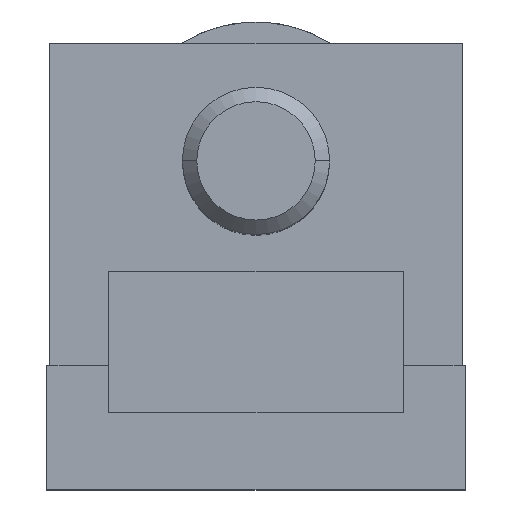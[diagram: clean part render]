
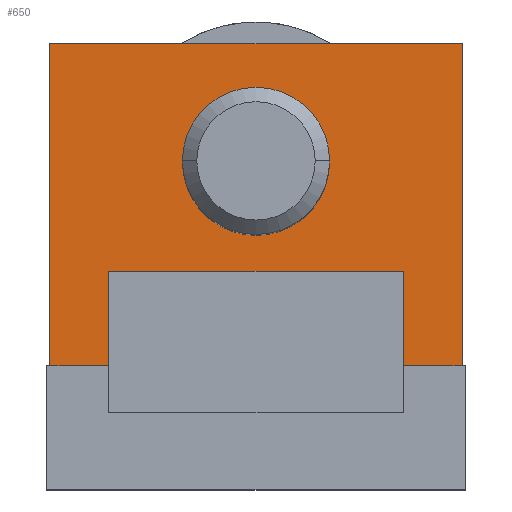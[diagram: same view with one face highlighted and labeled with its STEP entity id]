
A CAD part, top view. The second image highlights one B-rep face of the part: STEP entity #650.
In plain terms, the highlighted planar face has unit normal (0, 0, 1).
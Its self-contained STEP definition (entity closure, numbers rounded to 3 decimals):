
#27 = CARTESIAN_POINT ( 'NONE',  ( -7., 10., 3. ) ) ;
#35 = ORIENTED_EDGE ( 'NONE', *, *, #1732, .T. ) ;
#67 = FACE_BOUND ( 'NONE', #1361, .T. ) ;
#111 = CARTESIAN_POINT ( 'NONE',  ( -7., 8.25, 3. ) ) ;
#114 = VERTEX_POINT ( 'NONE', #1589 ) ;
#130 = EDGE_CURVE ( 'NONE', #1519, #114, #808, .T. ) ;
#133 = EDGE_LOOP ( 'NONE', ( #557, #387, #1130, #35 ) ) ;
#164 = CIRCLE ( 'NONE', #803, 2.5 ) ;
#174 = CARTESIAN_POINT ( 'NONE',  ( -7., -4., 3. ) ) ;
#185 = CARTESIAN_POINT ( 'NONE',  ( 0., 6., 3. ) ) ;
#344 = DIRECTION ( 'NONE',  ( 0., 1., 0. ) ) ;
#387 = ORIENTED_EDGE ( 'NONE', *, *, #668, .T. ) ;
#465 = VERTEX_POINT ( 'NONE', #27 ) ;
#536 = VERTEX_POINT ( 'NONE', #742 ) ;
#557 = ORIENTED_EDGE ( 'NONE', *, *, #1646, .T. ) ;
#563 = VECTOR ( 'NONE', #1600, 1000. ) ;
#622 = DIRECTION ( 'NONE',  ( 1., 0., 0. ) ) ;
#650 = ADVANCED_FACE ( 'NONE', ( #67, #699 ), #1168, .T. ) ;
#668 = EDGE_CURVE ( 'NONE', #1026, #692, #1104, .T. ) ;
#677 = LINE ( 'NONE', #816, #1098 ) ;
#678 = DIRECTION ( 'NONE',  ( -1., 0., 0. ) ) ;
#692 = VERTEX_POINT ( 'NONE', #1318 ) ;
#699 = FACE_OUTER_BOUND ( 'NONE', #133, .T. ) ;
#742 = CARTESIAN_POINT ( 'NONE',  ( 7., 10., 3. ) ) ;
#772 = AXIS2_PLACEMENT_3D ( 'NONE', #778, #1452, #1181 ) ;
#774 = CARTESIAN_POINT ( 'NONE',  ( 0., -4., 3. ) ) ;
#778 = CARTESIAN_POINT ( 'NONE',  ( 0., 6., 3. ) ) ;
#803 = AXIS2_PLACEMENT_3D ( 'NONE', #185, #973, #1129 ) ;
#808 = CIRCLE ( 'NONE', #772, 2.5 ) ;
#816 = CARTESIAN_POINT ( 'NONE',  ( 0., 10., 3. ) ) ;
#890 = DIRECTION ( 'NONE',  ( 1., 0., 0. ) ) ;
#973 = DIRECTION ( 'NONE',  ( 0., 0., 1. ) ) ;
#976 = AXIS2_PLACEMENT_3D ( 'NONE', #1028, #1585, #622 ) ;
#985 = LINE ( 'NONE', #111, #563 ) ;
#1014 = VECTOR ( 'NONE', #890, 1000. ) ;
#1026 = VERTEX_POINT ( 'NONE', #174 ) ;
#1028 = CARTESIAN_POINT ( 'NONE',  ( 0., 8.25, 3. ) ) ;
#1072 = ORIENTED_EDGE ( 'NONE', *, *, #1429, .F. ) ;
#1098 = VECTOR ( 'NONE', #678, 1000. ) ;
#1104 = LINE ( 'NONE', #774, #1014 ) ;
#1129 = DIRECTION ( 'NONE',  ( 1., 0., 0. ) ) ;
#1130 = ORIENTED_EDGE ( 'NONE', *, *, #1516, .T. ) ;
#1168 = PLANE ( 'NONE',  #976 ) ;
#1181 = DIRECTION ( 'NONE',  ( 1., 0., 0. ) ) ;
#1188 = LINE ( 'NONE', #1436, #1593 ) ;
#1318 = CARTESIAN_POINT ( 'NONE',  ( 7., -4., 3. ) ) ;
#1361 = EDGE_LOOP ( 'NONE', ( #1072, #1710 ) ) ;
#1429 = EDGE_CURVE ( 'NONE', #114, #1519, #164, .T. ) ;
#1436 = CARTESIAN_POINT ( 'NONE',  ( 7., 8.25, 3. ) ) ;
#1452 = DIRECTION ( 'NONE',  ( 0., 0., 1. ) ) ;
#1516 = EDGE_CURVE ( 'NONE', #692, #536, #1188, .T. ) ;
#1519 = VERTEX_POINT ( 'NONE', #1701 ) ;
#1585 = DIRECTION ( 'NONE',  ( 0., 0., 1. ) ) ;
#1589 = CARTESIAN_POINT ( 'NONE',  ( 2.5, 6., 3. ) ) ;
#1593 = VECTOR ( 'NONE', #344, 1000. ) ;
#1600 = DIRECTION ( 'NONE',  ( 0., -1., 0. ) ) ;
#1646 = EDGE_CURVE ( 'NONE', #465, #1026, #985, .T. ) ;
#1701 = CARTESIAN_POINT ( 'NONE',  ( -2.5, 6., 3. ) ) ;
#1710 = ORIENTED_EDGE ( 'NONE', *, *, #130, .F. ) ;
#1732 = EDGE_CURVE ( 'NONE', #536, #465, #677, .T. ) ;
